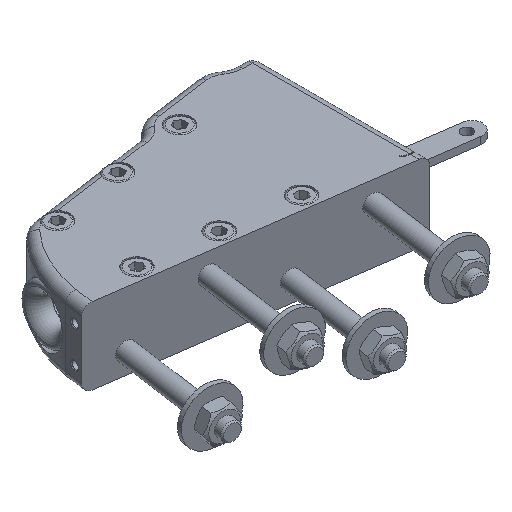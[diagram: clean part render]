
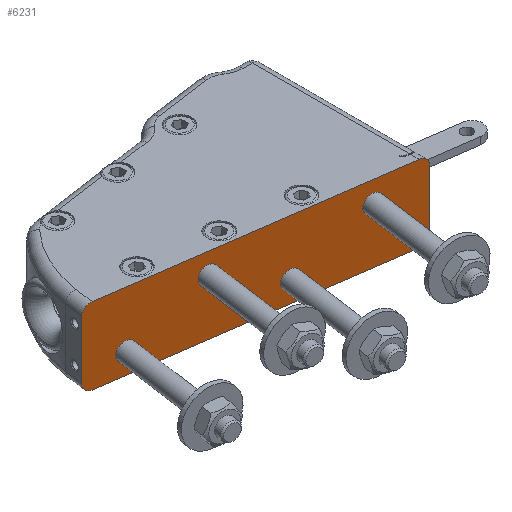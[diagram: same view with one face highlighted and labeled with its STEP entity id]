
A CAD part, isometric view. The second image highlights one B-rep face of the part: STEP entity #6231.
In plain terms, the highlighted planar face has unit normal (-0.139, -0.99, 0).
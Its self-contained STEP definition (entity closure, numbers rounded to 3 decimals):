
#211=ELLIPSE('',#6689,5.049,5.);
#212=ELLIPSE('',#6690,5.049,5.);
#343=LINE('',#9894,#736);
#352=LINE('',#9958,#745);
#365=LINE('',#10575,#758);
#366=LINE('',#10580,#759);
#736=VECTOR('',#7468,10.);
#745=VECTOR('',#7525,10.);
#758=VECTOR('',#7570,10.);
#759=VECTOR('',#7575,10.);
#1169=CIRCLE('',#6691,5.);
#1170=CIRCLE('',#6692,5.);
#1171=CIRCLE('',#6693,5.);
#1172=CIRCLE('',#6694,5.);
#1173=CIRCLE('',#6695,5.);
#1174=CIRCLE('',#6696,5.);
#1175=CIRCLE('',#6697,5.);
#1176=CIRCLE('',#6698,5.);
#1177=CIRCLE('',#6699,5.);
#1178=CIRCLE('',#6700,5.);
#1525=FACE_BOUND('',#1987,.T.);
#1526=FACE_BOUND('',#1988,.T.);
#1527=FACE_BOUND('',#1989,.T.);
#1528=FACE_BOUND('',#1990,.T.);
#1602=FACE_OUTER_BOUND('',#1986,.T.);
#1986=EDGE_LOOP('',(#4238,#4239,#4240,#4241,#4242,#4243,#4244,#4245));
#1987=EDGE_LOOP('',(#4246,#4247));
#1988=EDGE_LOOP('',(#4248,#4249));
#1989=EDGE_LOOP('',(#4250,#4251));
#1990=EDGE_LOOP('',(#4252,#4253));
#2500=VERTEX_POINT('',#9891);
#2501=VERTEX_POINT('',#9893);
#2531=VERTEX_POINT('',#9955);
#2532=VERTEX_POINT('',#9957);
#2556=VERTEX_POINT('',#10572);
#2557=VERTEX_POINT('',#10574);
#2558=VERTEX_POINT('',#10577);
#2559=VERTEX_POINT('',#10579);
#2560=VERTEX_POINT('',#10582);
#2561=VERTEX_POINT('',#10583);
#2562=VERTEX_POINT('',#10586);
#2563=VERTEX_POINT('',#10587);
#2564=VERTEX_POINT('',#10590);
#2565=VERTEX_POINT('',#10591);
#2566=VERTEX_POINT('',#10594);
#2567=VERTEX_POINT('',#10595);
#3180=EDGE_CURVE('',#2501,#2500,#343,.T.);
#3212=EDGE_CURVE('',#2532,#2531,#352,.T.);
#3242=EDGE_CURVE('',#2500,#2556,#211,.T.);
#3243=EDGE_CURVE('',#2556,#2557,#365,.T.);
#3244=EDGE_CURVE('',#2557,#2532,#212,.T.);
#3245=EDGE_CURVE('',#2531,#2558,#1169,.T.);
#3246=EDGE_CURVE('',#2558,#2559,#366,.T.);
#3247=EDGE_CURVE('',#2559,#2501,#1170,.T.);
#3248=EDGE_CURVE('',#2560,#2561,#1171,.T.);
#3249=EDGE_CURVE('',#2561,#2560,#1172,.T.);
#3250=EDGE_CURVE('',#2562,#2563,#1173,.T.);
#3251=EDGE_CURVE('',#2563,#2562,#1174,.T.);
#3252=EDGE_CURVE('',#2564,#2565,#1175,.T.);
#3253=EDGE_CURVE('',#2565,#2564,#1176,.T.);
#3254=EDGE_CURVE('',#2566,#2567,#1177,.T.);
#3255=EDGE_CURVE('',#2567,#2566,#1178,.T.);
#4238=ORIENTED_EDGE('',*,*,#3180,.T.);
#4239=ORIENTED_EDGE('',*,*,#3242,.T.);
#4240=ORIENTED_EDGE('',*,*,#3243,.T.);
#4241=ORIENTED_EDGE('',*,*,#3244,.T.);
#4242=ORIENTED_EDGE('',*,*,#3212,.T.);
#4243=ORIENTED_EDGE('',*,*,#3245,.T.);
#4244=ORIENTED_EDGE('',*,*,#3246,.T.);
#4245=ORIENTED_EDGE('',*,*,#3247,.T.);
#4246=ORIENTED_EDGE('',*,*,#3248,.F.);
#4247=ORIENTED_EDGE('',*,*,#3249,.F.);
#4248=ORIENTED_EDGE('',*,*,#3250,.F.);
#4249=ORIENTED_EDGE('',*,*,#3251,.F.);
#4250=ORIENTED_EDGE('',*,*,#3252,.T.);
#4251=ORIENTED_EDGE('',*,*,#3253,.T.);
#4252=ORIENTED_EDGE('',*,*,#3254,.T.);
#4253=ORIENTED_EDGE('',*,*,#3255,.T.);
#6025=PLANE('',#6688);
#6231=ADVANCED_FACE('',(#1602,#1525,#1526,#1527,#1528),#6025,.T.);
#6688=AXIS2_PLACEMENT_3D('',#10571,#7566,#7567);
#6689=AXIS2_PLACEMENT_3D('',#10573,#7568,#7569);
#6690=AXIS2_PLACEMENT_3D('',#10576,#7571,#7572);
#6691=AXIS2_PLACEMENT_3D('',#10578,#7573,#7574);
#6692=AXIS2_PLACEMENT_3D('',#10581,#7576,#7577);
#6693=AXIS2_PLACEMENT_3D('',#10584,#7578,#7579);
#6694=AXIS2_PLACEMENT_3D('',#10585,#7580,#7581);
#6695=AXIS2_PLACEMENT_3D('',#10588,#7582,#7583);
#6696=AXIS2_PLACEMENT_3D('',#10589,#7584,#7585);
#6697=AXIS2_PLACEMENT_3D('',#10592,#7586,#7587);
#6698=AXIS2_PLACEMENT_3D('',#10593,#7588,#7589);
#6699=AXIS2_PLACEMENT_3D('',#10596,#7590,#7591);
#6700=AXIS2_PLACEMENT_3D('',#10597,#7592,#7593);
#7468=DIRECTION('',(0.99,-0.139,0.));
#7525=DIRECTION('',(-0.99,0.139,0.));
#7566=DIRECTION('center_axis',(-0.139,-0.99,0.));
#7567=DIRECTION('ref_axis',(-0.99,0.139,0.));
#7568=DIRECTION('center_axis',(-0.139,-0.99,0.));
#7569=DIRECTION('ref_axis',(0.99,-0.139,0.));
#7570=DIRECTION('',(0.,0.,1.));
#7571=DIRECTION('center_axis',(-0.139,-0.99,0.));
#7572=DIRECTION('ref_axis',(0.99,-0.139,0.));
#7573=DIRECTION('center_axis',(-0.139,-0.99,0.));
#7574=DIRECTION('ref_axis',(-0.7,0.098,0.707));
#7575=DIRECTION('',(0.,0.,-1.));
#7576=DIRECTION('center_axis',(-0.139,-0.99,0.));
#7577=DIRECTION('ref_axis',(-0.7,0.098,-0.707));
#7578=DIRECTION('center_axis',(-0.139,-0.99,0.));
#7579=DIRECTION('ref_axis',(0.,0.,
1.));
#7580=DIRECTION('center_axis',(-0.139,-0.99,0.));
#7581=DIRECTION('ref_axis',(0.,0.,
1.));
#7582=DIRECTION('center_axis',(-0.139,-0.99,0.));
#7583=DIRECTION('ref_axis',(0.,0.,
1.));
#7584=DIRECTION('center_axis',(-0.139,-0.99,0.));
#7585=DIRECTION('ref_axis',(0.,0.,
1.));
#7586=DIRECTION('center_axis',(0.139,0.99,0.));
#7587=DIRECTION('ref_axis',(0.,0.,
-1.));
#7588=DIRECTION('center_axis',(0.139,0.99,0.));
#7589=DIRECTION('ref_axis',(0.,0.,
-1.));
#7590=DIRECTION('center_axis',(0.139,0.99,0.));
#7591=DIRECTION('ref_axis',(0.,0.,
-1.));
#7592=DIRECTION('center_axis',(0.139,0.99,0.));
#7593=DIRECTION('ref_axis',(0.,0.,
-1.));
#9891=CARTESIAN_POINT('',(141.,-48.713,-21.));
#9893=CARTESIAN_POINT('',(-16.34,-26.601,-21.));
#9894=CARTESIAN_POINT('',(153.43,-50.46,-21.));
#9955=CARTESIAN_POINT('',(-16.34,-26.601,21.));
#9957=CARTESIAN_POINT('',(141.,-48.713,21.));
#9958=CARTESIAN_POINT('',(153.43,-50.46,21.));
#10571=CARTESIAN_POINT('Origin',(172.,-53.07,0.));
#10572=CARTESIAN_POINT('',(146.,-49.416,-16.));
#10573=CARTESIAN_POINT('Origin',(141.,-48.713,-16.));
#10574=CARTESIAN_POINT('',(146.,-49.416,16.));
#10575=CARTESIAN_POINT('',(146.,-49.416,0.));
#10576=CARTESIAN_POINT('Origin',(141.,-48.713,16.));
#10577=CARTESIAN_POINT('',(-21.291,-25.905,16.));
#10578=CARTESIAN_POINT('Origin',(-16.34,-26.601,16.));
#10579=CARTESIAN_POINT('',(-21.291,-25.905,-16.));
#10580=CARTESIAN_POINT('',(-21.291,-25.905,0.));
#10581=CARTESIAN_POINT('Origin',(-16.34,-26.601,-16.));
#10582=CARTESIAN_POINT('',(118.832,-45.598,14.5));
#10583=CARTESIAN_POINT('',(123.783,-46.294,9.5));
#10584=CARTESIAN_POINT('Origin',(118.832,-45.598,9.5));
#10585=CARTESIAN_POINT('Origin',(118.832,-45.598,9.5));
#10586=CARTESIAN_POINT('',(39.61,-34.464,14.5));
#10587=CARTESIAN_POINT('',(44.559,-35.159,9.332));
#10588=CARTESIAN_POINT('Origin',(39.61,-34.464,9.5));
#10589=CARTESIAN_POINT('Origin',(39.61,-34.464,9.5));
#10590=CARTESIAN_POINT('',(0.,-28.897,-14.5));
#10591=CARTESIAN_POINT('',(4.771,-29.568,-10.836));
#10592=CARTESIAN_POINT('Origin',(0.,-28.897,
-9.5));
#10593=CARTESIAN_POINT('Origin',(0.,-28.897,
-9.5));
#10594=CARTESIAN_POINT('',(79.221,-40.031,-14.5));
#10595=CARTESIAN_POINT('',(81.291,-40.322,-4.958));
#10596=CARTESIAN_POINT('Origin',(79.221,-40.031,-9.5));
#10597=CARTESIAN_POINT('Origin',(79.221,-40.031,-9.5));
